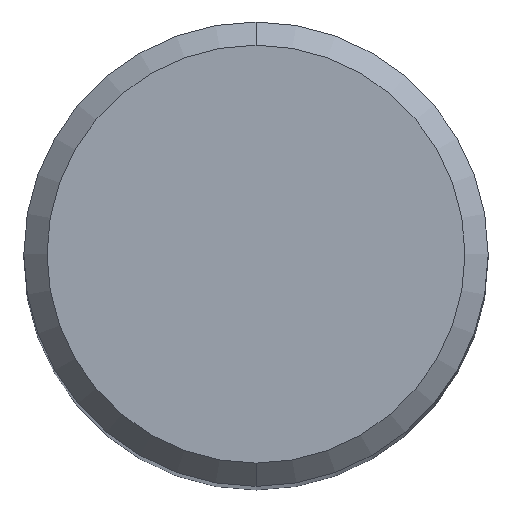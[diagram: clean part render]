
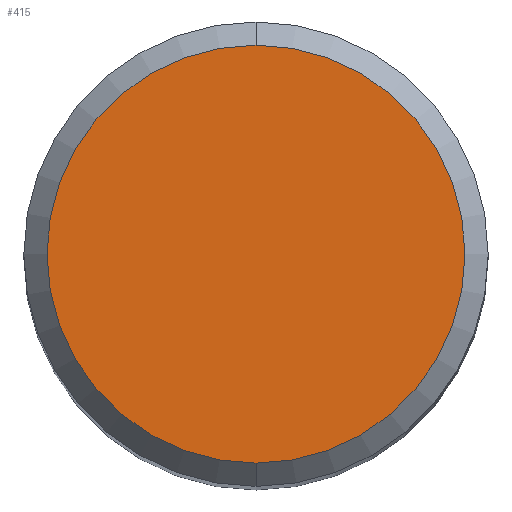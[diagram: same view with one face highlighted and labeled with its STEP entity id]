
A CAD part, top view. The second image highlights one B-rep face of the part: STEP entity #415.
In plain terms, the highlighted planar face has unit normal (0, 0, 1).
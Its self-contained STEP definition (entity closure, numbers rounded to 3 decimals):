
#415=ADVANCED_FACE('',(#1077),#1078,.T.);
#465=EDGE_CURVE('',#579,#885,#1135,.T.);
#499=EDGE_CURVE('',#885,#579,#1171,.T.);
#579=VERTEX_POINT('',#1262);
#885=VERTEX_POINT('',#1595);
#1077=FACE_OUTER_BOUND('',#2154,.T.);
#1078=PLANE('',#2155);
#1135=CIRCLE('',#3592,3.6);
#1171=CIRCLE('',#4847,3.6);
#1262=CARTESIAN_POINT('',(0.,-3.6,0.0));
#1595=CARTESIAN_POINT('',(0.0,3.6,0.0));
#2154=EDGE_LOOP('',(#9388,#9389));
#2155=AXIS2_PLACEMENT_3D('',#9390,#9391,#9392);
#3592=AXIS2_PLACEMENT_3D('',#9473,#9474,#9475);
#4847=AXIS2_PLACEMENT_3D('',#9501,#9502,#9503);
#9388=ORIENTED_EDGE('',*,*,#499,.F.);
#9389=ORIENTED_EDGE('',*,*,#465,.F.);
#9390=CARTESIAN_POINT('',(0.0,1.8,0.0));
#9391=DIRECTION('',(-0.0,0.0,1.0));
#9392=DIRECTION('',(0.0,-1.0,0.0));
#9473=CARTESIAN_POINT('',(0.0,0.0,0.0));
#9474=DIRECTION('',(0.0,0.0,-1.0));
#9475=DIRECTION('',(0.0,1.0,0.0));
#9501=CARTESIAN_POINT('',(0.0,0.0,0.0));
#9502=DIRECTION('',(0.0,0.0,-1.0));
#9503=DIRECTION('',(0.0,1.0,0.0));
